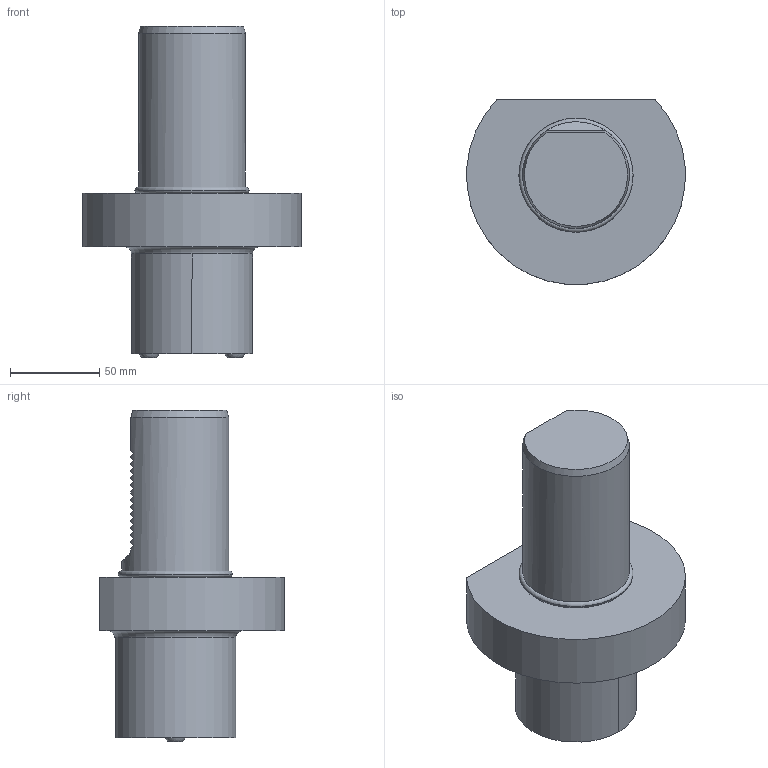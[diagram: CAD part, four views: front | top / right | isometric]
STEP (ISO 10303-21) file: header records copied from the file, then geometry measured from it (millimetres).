
FILE_DESCRIPTION (( 'STEP AP214' ), '1' );
FILE_NAME ('E260X25.STEP', '2025-07-29T07:54:28', ( '' ), ( '' ), 'SwSTEP 2.0', 'SolidWorks 2023', '' );
FILE_SCHEMA (( 'AUTOMOTIVE_DESIGN' ));
Length unit declared in the file: millimetre
Products named in the file (1): E260X25
Bounding box: 122.69 x 103.77 x 186.37 mm (x, y, z)
Volume: 754405.4 mm3; surface area: 70566.3 mm2
Topology: 1 solids, 1 shells, 283 faces, 739 edges, 494 vertices
Faces by surface type: plane 201, bspline 43, cylinder 33, torus 3, sphere 2, cone 1
Full cylindrical faces by diameter (mm): 1.7 x1, 2.1 x1, 6.366 x1, 25 x1, 60 x2, 64.194 x1
Entity records: 13371 total; most frequent: CARTESIAN_POINT 4611, ORIENTED_EDGE 1448, DIRECTION 1139, EDGE_CURVE 724, LINE 501, VECTOR 501, VERTEX_POINT 489, EDGE_LOOP 329
